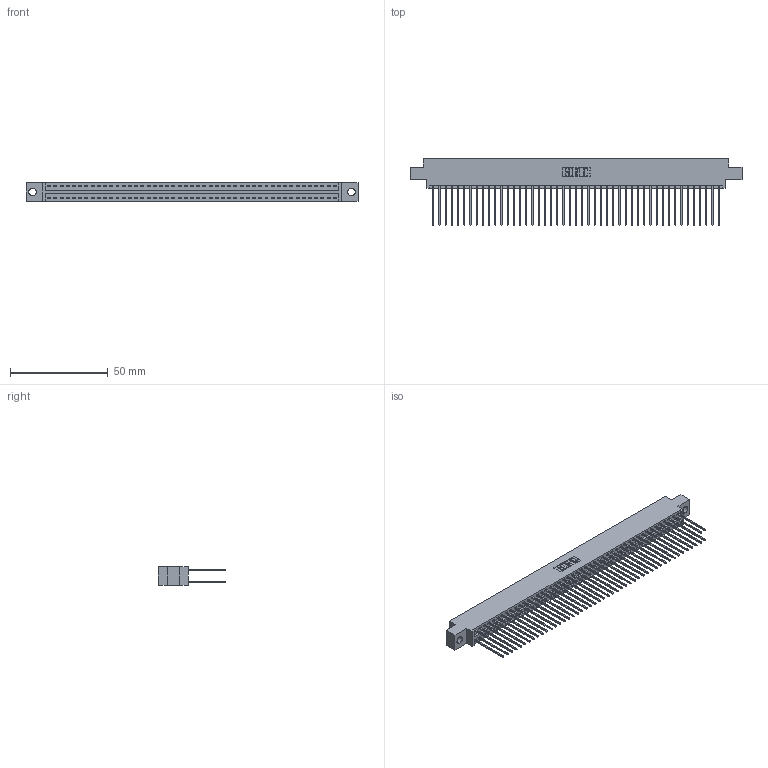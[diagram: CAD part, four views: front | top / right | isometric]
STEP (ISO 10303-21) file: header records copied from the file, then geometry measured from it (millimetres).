
FILE_DESCRIPTION (( 'STEP AP203' ), '1' );
FILE_NAME ('346-094-541-804.STEP', '2022-05-26T14:46:45', ( '' ), ( '' ), 'SwSTEP 2.0', 'SolidWorks 2020', '' );
FILE_SCHEMA (( 'CONFIG_CONTROL_DESIGN' ));
Length unit declared in the file: inch
Products named in the file (3): 345-292-001_345-293-141; 346 Part_0.170 Offset - 0.156 Dia-TH; 346-094-541-804
Assembly tree (95 placements, depth 2):
  346-094-541-804
    346 Part_0.170 Offset - 0.156 Dia-TH
    345-292-001_345-293-141  x94
Bounding box: 169.8 x 34.29 x 9.4 mm (x, y, z)
Volume: 16875.1 mm3; surface area: 25888.4 mm2
Topology: 95 solids, 95 shells, 5028 faces, 14947 edges, 9838 vertices
Faces by surface type: plane 3384, cylinder 1644
Entity records: 30569 total; most frequent: CARTESIAN_POINT 5038, ORIENTED_EDGE 4970, DIRECTION 4489, EDGE_CURVE 2485, VECTOR 2165, LINE 2165, VERTEX_POINT 1654, AXIS2_PLACEMENT_3D 1162
